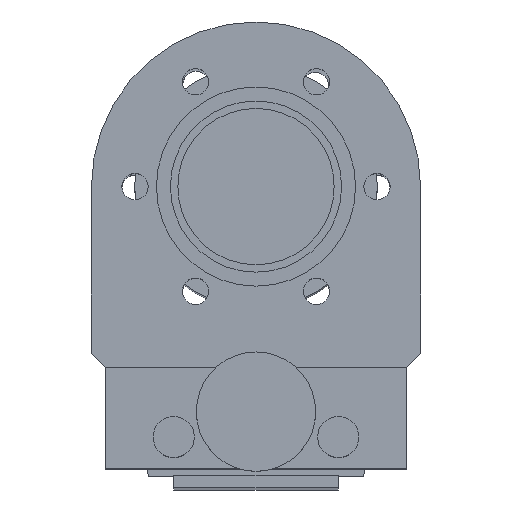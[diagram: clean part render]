
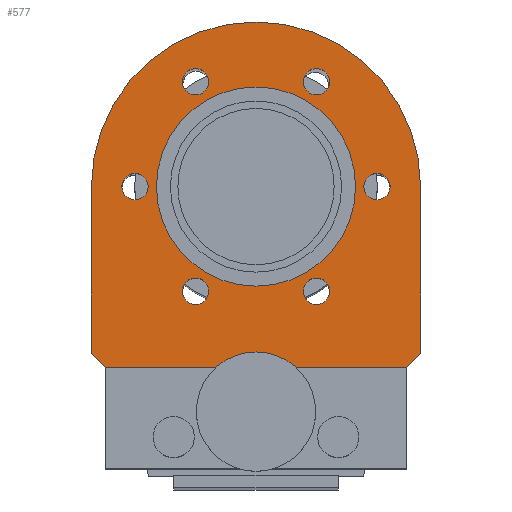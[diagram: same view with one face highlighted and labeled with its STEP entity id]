
A CAD part, top view. The second image highlights one B-rep face of the part: STEP entity #577.
In plain terms, the highlighted planar face has unit normal (0, 0, 1).
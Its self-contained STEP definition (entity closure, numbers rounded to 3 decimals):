
#577=ADVANCED_FACE('34:765',(#854,#855,#856,#857,#858,#859,#860,#861),#862,.T.);
#854=FACE_BOUND('',#1153,.T.);
#855=FACE_BOUND('',#1154,.T.);
#856=FACE_BOUND('',#1155,.T.);
#857=FACE_BOUND('',#1156,.T.);
#858=FACE_BOUND('',#1157,.T.);
#859=FACE_BOUND('',#1158,.T.);
#860=FACE_BOUND('',#1159,.T.);
#861=FACE_OUTER_BOUND('',#1160,.T.);
#862=PLANE('',#1161);
#1153=EDGE_LOOP('',(#1939,#1940));
#1154=EDGE_LOOP('',(#1941,#1942));
#1155=EDGE_LOOP('',(#1943,#1944));
#1156=EDGE_LOOP('',(#1945,#1946));
#1157=EDGE_LOOP('',(#1947,#1948));
#1158=EDGE_LOOP('',(#1949,#1950));
#1159=EDGE_LOOP('',(#1951,#1952));
#1160=EDGE_LOOP('',(#1953,#1954,#1955,#1956,#1957,#1958));
#1161=AXIS2_PLACEMENT_3D('',#1959,#1960,#1961);
#1939=ORIENTED_EDGE('',*,*,#2319,.F.);
#1940=ORIENTED_EDGE('',*,*,#2320,.F.);
#1941=ORIENTED_EDGE('',*,*,#2317,.F.);
#1942=ORIENTED_EDGE('',*,*,#2258,.F.);
#1943=ORIENTED_EDGE('',*,*,#2316,.F.);
#1944=ORIENTED_EDGE('',*,*,#2262,.F.);
#1945=ORIENTED_EDGE('',*,*,#2314,.F.);
#1946=ORIENTED_EDGE('',*,*,#2270,.F.);
#1947=ORIENTED_EDGE('',*,*,#2313,.F.);
#1948=ORIENTED_EDGE('',*,*,#2274,.F.);
#1949=ORIENTED_EDGE('',*,*,#2315,.F.);
#1950=ORIENTED_EDGE('',*,*,#2266,.F.);
#1951=ORIENTED_EDGE('',*,*,#2318,.F.);
#1952=ORIENTED_EDGE('',*,*,#2254,.F.);
#1953=ORIENTED_EDGE('',*,*,#2304,.F.);
#1954=ORIENTED_EDGE('',*,*,#2301,.F.);
#1955=ORIENTED_EDGE('',*,*,#2312,.F.);
#1956=ORIENTED_EDGE('',*,*,#2310,.F.);
#1957=ORIENTED_EDGE('',*,*,#2308,.F.);
#1958=ORIENTED_EDGE('',*,*,#2306,.F.);
#1959=CARTESIAN_POINT('',(0.0,0.0,253.0));
#1960=DIRECTION('',(0.0,0.0,1.0));
#1961=DIRECTION('',(1.0,0.0,0.0));
#2254=EDGE_CURVE('34:635',#2664,#2667,#2668,.T.);
#2258=EDGE_CURVE('34:538',#2672,#2675,#2676,.T.);
#2262=EDGE_CURVE('34:419',#2680,#2683,#2684,.T.);
#2266=EDGE_CURVE('34:344',#2688,#2691,#2692,.T.);
#2270=EDGE_CURVE('34:269',#2696,#2699,#2700,.T.);
#2274=EDGE_CURVE('34:194',#2704,#2707,#2708,.T.);
#2301=EDGE_CURVE('11:1036',#2750,#2751,#2752,.T.);
#2304=EDGE_CURVE('11:988',#2751,#2755,#2756,.T.);
#2306=EDGE_CURVE('11:1000',#2755,#2758,#2759,.T.);
#2308=EDGE_CURVE('11:1009',#2758,#2761,#2762,.T.);
#2310=EDGE_CURVE('11:1018',#2761,#2764,#2765,.T.);
#2312=EDGE_CURVE('11:1027',#2764,#2750,#2767,.T.);
#2313=EDGE_CURVE('34:194',#2707,#2704,#2768,.T.);
#2314=EDGE_CURVE('34:269',#2699,#2696,#2769,.T.);
#2315=EDGE_CURVE('34:344',#2691,#2688,#2770,.T.);
#2316=EDGE_CURVE('34:419',#2683,#2680,#2771,.T.);
#2317=EDGE_CURVE('34:538',#2675,#2672,#2772,.T.);
#2318=EDGE_CURVE('34:635',#2667,#2664,#2773,.T.);
#2319=EDGE_CURVE('34:780',#2774,#2775,#2776,.T.);
#2320=EDGE_CURVE('34:780',#2775,#2774,#2777,.T.);
#2664=VERTEX_POINT('',#3185);
#2667=VERTEX_POINT('',#3189);
#2668=CIRCLE('',#3190,3.2);
#2672=VERTEX_POINT('',#3195);
#2675=VERTEX_POINT('',#3199);
#2676=CIRCLE('',#3200,3.2);
#2680=VERTEX_POINT('',#3205);
#2683=VERTEX_POINT('',#3209);
#2684=CIRCLE('',#3210,3.2);
#2688=VERTEX_POINT('',#3215);
#2691=VERTEX_POINT('',#3219);
#2692=CIRCLE('',#3220,3.2);
#2696=VERTEX_POINT('',#3225);
#2699=VERTEX_POINT('',#3229);
#2700=CIRCLE('',#3230,3.2);
#2704=VERTEX_POINT('',#3235);
#2707=VERTEX_POINT('',#3239);
#2708=CIRCLE('',#3240,3.2);
#2750=VERTEX_POINT('',#3292);
#2751=VERTEX_POINT('',#3293);
#2752=LINE('',#3294,#3295);
#2755=VERTEX_POINT('',#3300);
#2756=LINE('',#3301,#3302);
#2758=VERTEX_POINT('',#3305);
#2759=LINE('',#3306,#3307);
#2761=VERTEX_POINT('',#3310);
#2762=CIRCLE('',#3311,40.0);
#2764=VERTEX_POINT('',#3314);
#2765=LINE('',#3315,#3316);
#2767=LINE('',#3319,#3320);
#2768=CIRCLE('',#3321,3.2);
#2769=CIRCLE('',#3322,3.2);
#2770=CIRCLE('',#3323,3.2);
#2771=CIRCLE('',#3324,3.2);
#2772=CIRCLE('',#3325,3.2);
#2773=CIRCLE('',#3326,3.2);
#2774=VERTEX_POINT('',#3327);
#2775=VERTEX_POINT('',#3328);
#2776=CIRCLE('',#3329,24.2);
#2777=CIRCLE('',#3330,24.2);
#3185=CARTESIAN_POINT('',(-32.6,70.0,253.0));
#3189=CARTESIAN_POINT('',(-26.2,70.0,253.0));
#3190=AXIS2_PLACEMENT_3D('',#3716,#3717,#3718);
#3195=CARTESIAN_POINT('',(-17.9,44.539,253.0));
#3199=CARTESIAN_POINT('',(-11.5,44.539,253.0));
#3200=AXIS2_PLACEMENT_3D('',#3724,#3725,#3726);
#3205=CARTESIAN_POINT('',(11.5,44.539,253.0));
#3209=CARTESIAN_POINT('',(17.9,44.539,253.0));
#3210=AXIS2_PLACEMENT_3D('',#3732,#3733,#3734);
#3215=CARTESIAN_POINT('',(26.2,70.0,253.0));
#3219=CARTESIAN_POINT('',(32.6,70.0,253.0));
#3220=AXIS2_PLACEMENT_3D('',#3740,#3741,#3742);
#3225=CARTESIAN_POINT('',(11.5,95.461,253.0));
#3229=CARTESIAN_POINT('',(17.9,95.461,253.0));
#3230=AXIS2_PLACEMENT_3D('',#3748,#3749,#3750);
#3235=CARTESIAN_POINT('',(-17.9,95.461,253.0));
#3239=CARTESIAN_POINT('',(-11.5,95.461,253.0));
#3240=AXIS2_PLACEMENT_3D('',#3756,#3757,#3758);
#3292=CARTESIAN_POINT('',(36.5,26.0,253.0));
#3293=CARTESIAN_POINT('',(-36.5,26.0,253.0));
#3294=CARTESIAN_POINT('',(-36.5,26.0,253.0));
#3295=VECTOR('',#3817,1.0);
#3300=CARTESIAN_POINT('',(-40.0,29.5,253.0));
#3301=CARTESIAN_POINT('',(-36.5,26.0,253.0));
#3302=VECTOR('',#3820,1.0);
#3305=CARTESIAN_POINT('',(-40.0,70.,253.0));
#3306=CARTESIAN_POINT('',(-40.0,29.5,253.0));
#3307=VECTOR('',#3822,1.0);
#3310=CARTESIAN_POINT('',(40.0,70.,253.0));
#3311=AXIS2_PLACEMENT_3D('',#3824,#3825,#3826);
#3314=CARTESIAN_POINT('',(40.0,29.5,253.0));
#3315=CARTESIAN_POINT('',(40.0,29.5,253.0));
#3316=VECTOR('',#3828,1.0);
#3319=CARTESIAN_POINT('',(36.5,26.0,253.0));
#3320=VECTOR('',#3830,1.);
#3321=AXIS2_PLACEMENT_3D('',#3831,#3832,#3833);
#3322=AXIS2_PLACEMENT_3D('',#3834,#3835,#3836);
#3323=AXIS2_PLACEMENT_3D('',#3837,#3838,#3839);
#3324=AXIS2_PLACEMENT_3D('',#3840,#3841,#3842);
#3325=AXIS2_PLACEMENT_3D('',#3843,#3844,#3845);
#3326=AXIS2_PLACEMENT_3D('',#3846,#3847,#3848);
#3327=CARTESIAN_POINT('',(24.2,70.0,253.0));
#3328=CARTESIAN_POINT('',(-24.2,70.0,253.0));
#3329=AXIS2_PLACEMENT_3D('',#3849,#3850,#3851);
#3330=AXIS2_PLACEMENT_3D('',#3852,#3853,#3854);
#3716=CARTESIAN_POINT('',(-29.4,70.0,253.0));
#3717=DIRECTION('',(0.0,0.0,1.0));
#3718=DIRECTION('',(1.0,0.0,-0.0));
#3724=CARTESIAN_POINT('',(-14.7,44.539,253.0));
#3725=DIRECTION('',(0.0,0.0,1.0));
#3726=DIRECTION('',(1.0,0.0,-0.0));
#3732=CARTESIAN_POINT('',(14.7,44.539,253.0));
#3733=DIRECTION('',(0.0,0.0,1.0));
#3734=DIRECTION('',(1.0,0.0,-0.0));
#3740=CARTESIAN_POINT('',(29.4,70.0,253.0));
#3741=DIRECTION('',(0.0,0.0,1.0));
#3742=DIRECTION('',(1.0,0.0,-0.0));
#3748=CARTESIAN_POINT('',(14.7,95.461,253.0));
#3749=DIRECTION('',(0.0,0.0,1.0));
#3750=DIRECTION('',(1.0,0.0,-0.0));
#3756=CARTESIAN_POINT('',(-14.7,95.461,253.0));
#3757=DIRECTION('',(0.0,0.0,1.0));
#3758=DIRECTION('',(1.0,0.0,-0.0));
#3817=DIRECTION('',(-1.0,0.,0.0));
#3820=DIRECTION('',(-0.707,0.707,0.0));
#3822=DIRECTION('',(0.,1.0,0.0));
#3824=CARTESIAN_POINT('',(0.0,70.0,253.0));
#3825=DIRECTION('',(0.0,0.0,-1.0));
#3826=DIRECTION('',(1.0,0.,0.0));
#3828=DIRECTION('',(0.,-1.0,0.0));
#3830=DIRECTION('',(-0.707,-0.707,-0.0));
#3831=CARTESIAN_POINT('',(-14.7,95.461,253.0));
#3832=DIRECTION('',(0.0,0.0,1.0));
#3833=DIRECTION('',(1.0,0.0,-0.0));
#3834=CARTESIAN_POINT('',(14.7,95.461,253.0));
#3835=DIRECTION('',(0.0,0.0,1.0));
#3836=DIRECTION('',(1.0,0.0,-0.0));
#3837=CARTESIAN_POINT('',(29.4,70.0,253.0));
#3838=DIRECTION('',(0.0,0.0,1.0));
#3839=DIRECTION('',(1.0,0.0,-0.0));
#3840=CARTESIAN_POINT('',(14.7,44.539,253.0));
#3841=DIRECTION('',(0.0,0.0,1.0));
#3842=DIRECTION('',(1.0,0.0,-0.0));
#3843=CARTESIAN_POINT('',(-14.7,44.539,253.0));
#3844=DIRECTION('',(0.0,0.0,1.0));
#3845=DIRECTION('',(1.0,0.0,-0.0));
#3846=CARTESIAN_POINT('',(-29.4,70.0,253.0));
#3847=DIRECTION('',(0.0,0.0,1.0));
#3848=DIRECTION('',(1.0,0.0,-0.0));
#3849=CARTESIAN_POINT('',(0.0,70.0,253.0));
#3850=DIRECTION('',(0.0,0.0,1.0));
#3851=DIRECTION('',(1.0,0.0,-0.0));
#3852=CARTESIAN_POINT('',(0.0,70.0,253.0));
#3853=DIRECTION('',(0.0,0.0,1.0));
#3854=DIRECTION('',(1.0,0.0,-0.0));
